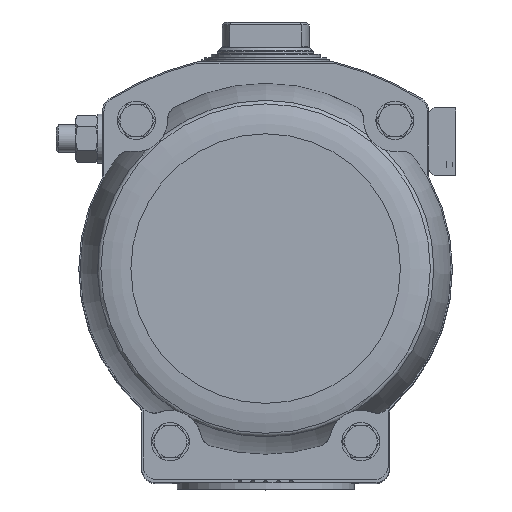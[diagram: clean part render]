
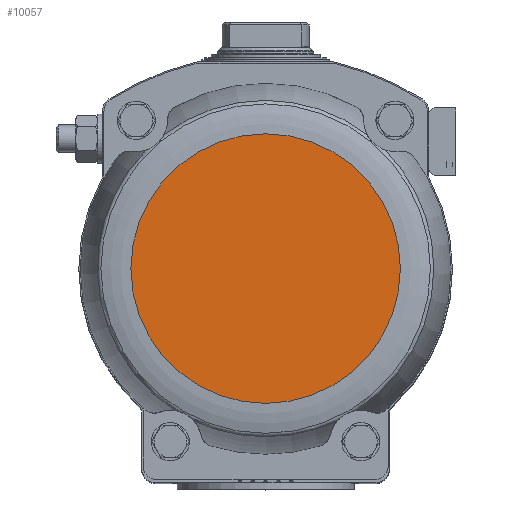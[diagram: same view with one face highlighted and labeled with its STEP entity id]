
A CAD part, top view. The second image highlights one B-rep face of the part: STEP entity #10057.
In plain terms, the highlighted planar face has unit normal (0, 0, 1).
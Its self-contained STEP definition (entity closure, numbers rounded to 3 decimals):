
#407=PLANE('',#11103);
#3442=ORIENTED_EDGE('',*,*,#5635,.T.);
#5635=EDGE_CURVE('',#6869,#6869,#7584,.T.);
#6869=VERTEX_POINT('',#16918);
#7584=CIRCLE('',#11102,99.019);
#8231=EDGE_LOOP('',(#3442));
#9117=FACE_BOUND('',#8231,.T.);
#10057=ADVANCED_FACE('',(#9117),#407,.F.);
#11102=AXIS2_PLACEMENT_3D('',#16917,#13290,#13291);
#11103=AXIS2_PLACEMENT_3D('',#16919,#13292,#13293);
#13290=DIRECTION('',(0.,0.,1.));
#13291=DIRECTION('',(1.,0.,0.));
#13292=DIRECTION('',(0.,0.,-1.));
#13293=DIRECTION('',(-1.,0.,0.));
#16917=CARTESIAN_POINT('',(0.,0.,318.));
#16918=CARTESIAN_POINT('',(99.019,0.,318.));
#16919=CARTESIAN_POINT('',(99.019,0.,318.));
